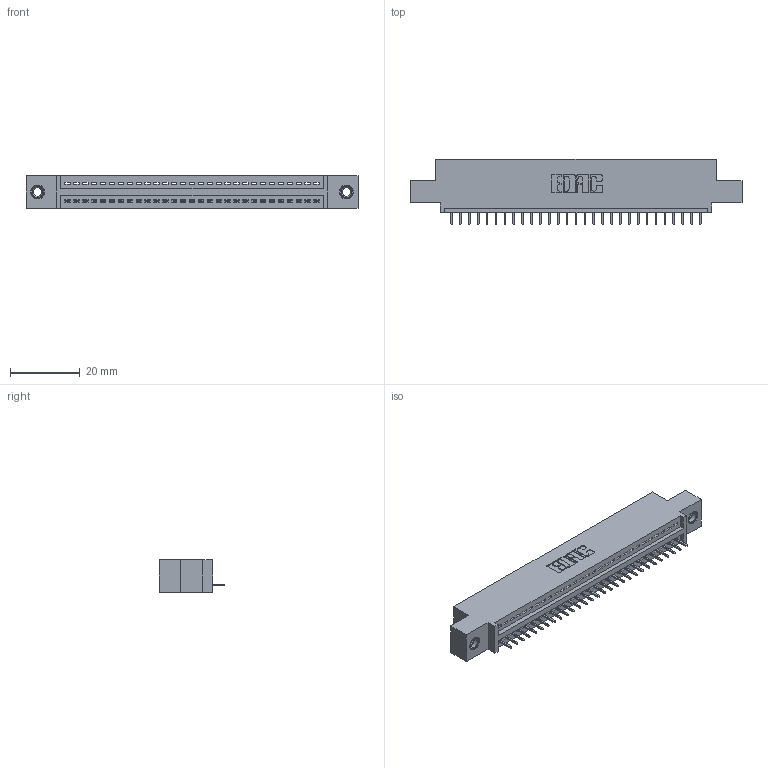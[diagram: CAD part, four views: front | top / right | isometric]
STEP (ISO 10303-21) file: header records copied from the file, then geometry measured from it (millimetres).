
FILE_DESCRIPTION (( 'STEP AP203' ), '1' );
FILE_NAME ('345-029-525-407.STEP', '2020-09-19T11:51:03', ( '' ), ( '' ), 'SwSTEP 2.0', 'SolidWorks 2020', '' );
FILE_SCHEMA (( 'CONFIG_CONTROL_DESIGN' ));
Length unit declared in the file: inch
Products named in the file (4): 345-292-001_345-293-125; 345-029-525-407; 345-250-001_345-250-005-103; 345 Part_0.110 Offset - 0.156 Dia-TI
Assembly tree (32 placements, depth 2):
  345-029-525-407
    345 Part_0.110 Offset - 0.156 Dia-TI
    345-292-001_345-293-125  x29
    345-250-001_345-250-005-103  x2
Bounding box: 94.87 x 18.72 x 9.4 mm (x, y, z)
Volume: 8699 mm3; surface area: 11103.1 mm2
Topology: 32 solids, 32 shells, 1988 faces, 5709 edges, 3682 vertices
Faces by surface type: plane 1450, cylinder 522, cone 12, torus 4
Entity records: 24968 total; most frequent: CARTESIAN_POINT 4306, ORIENTED_EDGE 4262, DIRECTION 3807, EDGE_CURVE 2131, LINE 1867, VECTOR 1867, VERTEX_POINT 1412, AXIS2_PLACEMENT_3D 970
